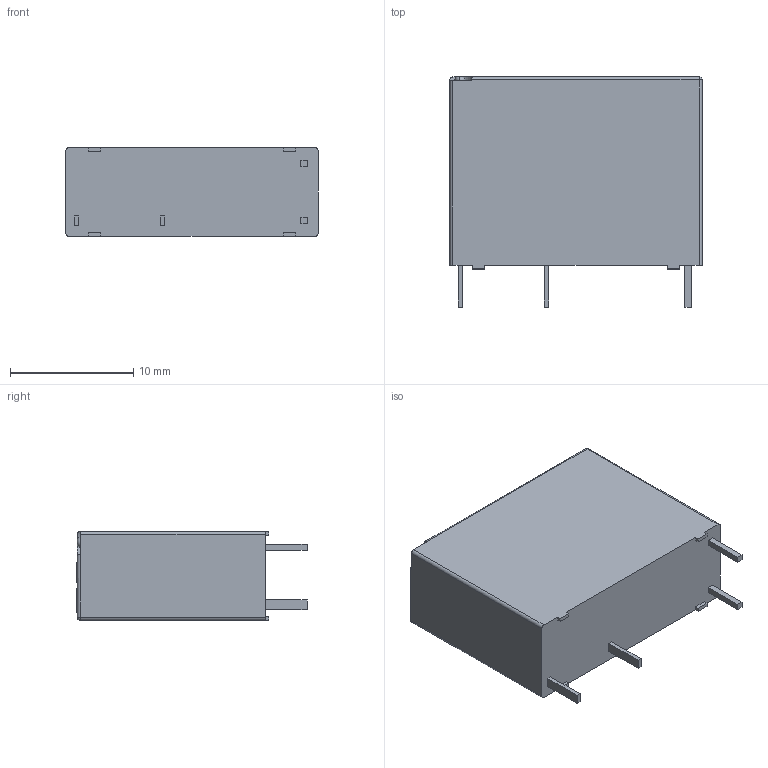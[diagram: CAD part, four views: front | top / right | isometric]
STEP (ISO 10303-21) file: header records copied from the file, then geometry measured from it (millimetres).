
FILE_DESCRIPTION (( 'STEP AP214' ), '1' );
FILE_NAME ('User Library-g5nb-1a_12dc (2)-1.STEP', '2020-10-13T22:24:50', ( '' ), ( '' ), 'SwSTEP 2.0', 'SolidWorks 2020', '' );
FILE_SCHEMA (( 'AUTOMOTIVE_DESIGN' ));
Length unit declared in the file: millimetre
Products named in the file (1): User Library-g5nb-1a_12dc (2)-1
Bounding box: 20.5 x 18.71 x 7.2 mm (x, y, z)
Volume: 2259.9 mm3; surface area: 1164.3 mm2
Topology: 1 solids, 1 shells, 274 faces, 718 edges, 473 vertices
Faces by surface type: plane 188, bspline 70, cylinder 11, sphere 3, torus 2
Entity records: 14800 total; most frequent: CARTESIAN_POINT 5991, ORIENTED_EDGE 1430, DIRECTION 1007, EDGE_CURVE 715, LINE 549, VECTOR 549, VERTEX_POINT 473, EDGE_LOOP 304
